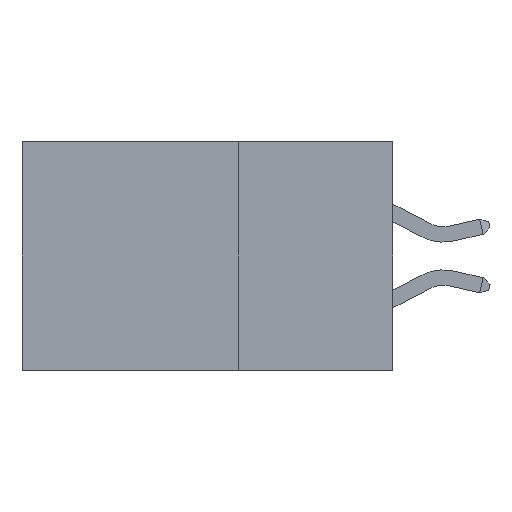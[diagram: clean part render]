
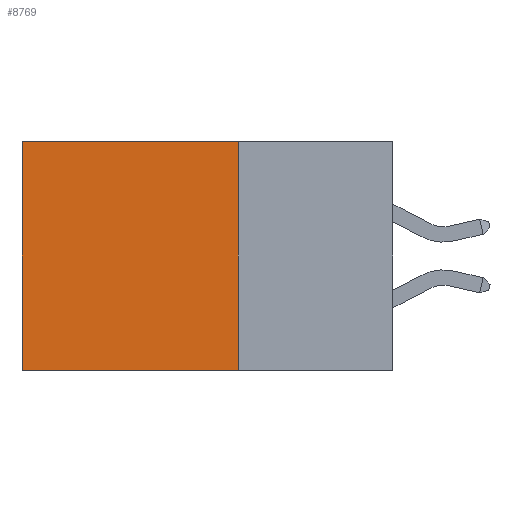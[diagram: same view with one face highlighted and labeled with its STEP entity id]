
A CAD part, left-side view. The second image highlights one B-rep face of the part: STEP entity #8769.
In plain terms, the highlighted planar face has unit normal (-1, 0, 0).
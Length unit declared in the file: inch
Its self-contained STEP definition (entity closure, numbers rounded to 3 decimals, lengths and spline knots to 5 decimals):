
#67 = VERTEX_POINT ( 'NONE', #15399 ) ;
#2604 = PLANE ( 'NONE',  #20724 ) ;
#2611 = VECTOR ( 'NONE', #19894, 39.37008 ) ;
#4912 = DIRECTION ( 'NONE',  ( 0., 1., 0. ) ) ;
#5600 = VERTEX_POINT ( 'NONE', #14015 ) ;
#5923 = VERTEX_POINT ( 'NONE', #18146 ) ;
#6089 = VECTOR ( 'NONE', #14369, 39.37008 ) ;
#6151 = DIRECTION ( 'NONE',  ( 1., 0., 0. ) ) ;
#6262 = CARTESIAN_POINT ( 'NONE',  ( 0.2875, 0.6, 0. ) ) ;
#7277 = CARTESIAN_POINT ( 'NONE',  ( 0.2875, 0.25, 0. ) ) ;
#7509 = ORIENTED_EDGE ( 'NONE', *, *, #14023, .T. ) ;
#8216 = CARTESIAN_POINT ( 'NONE',  ( 0.2875, 0.6, -0.37 ) ) ;
#8769 = ADVANCED_FACE ( 'NONE', ( #9089 ), #2604, .F. ) ;
#9089 = FACE_OUTER_BOUND ( 'NONE', #16908, .T. ) ;
#9399 = EDGE_CURVE ( 'NONE', #5600, #67, #19101, .T. ) ;
#9512 = CARTESIAN_POINT ( 'NONE',  ( 0.2875, 0.25, 0. ) ) ;
#9609 = VERTEX_POINT ( 'NONE', #8216 ) ;
#11372 = ORIENTED_EDGE ( 'NONE', *, *, #12042, .F. ) ;
#11758 = ORIENTED_EDGE ( 'NONE', *, *, #9399, .F. ) ;
#12042 = EDGE_CURVE ( 'NONE', #67, #9609, #12109, .T. ) ;
#12109 = LINE ( 'NONE', #16796, #16061 ) ;
#12301 = VECTOR ( 'NONE', #14176, 39.37008 ) ;
#14015 = CARTESIAN_POINT ( 'NONE',  ( 0.2875, 0.25, 0. ) ) ;
#14023 = EDGE_CURVE ( 'NONE', #5600, #5923, #16772, .T. ) ;
#14176 = DIRECTION ( 'NONE',  ( 0., 1., 0. ) ) ;
#14369 = DIRECTION ( 'NONE',  ( 0., 0., -1. ) ) ;
#15399 = CARTESIAN_POINT ( 'NONE',  ( 0.2875, 0.25, -0.37 ) ) ;
#16030 = CARTESIAN_POINT ( 'NONE',  ( 0.2875, 0.25, 0. ) ) ;
#16061 = VECTOR ( 'NONE', #4912, 39.37008 ) ;
#16533 = LINE ( 'NONE', #6262, #2611 ) ;
#16772 = LINE ( 'NONE', #7277, #12301 ) ;
#16796 = CARTESIAN_POINT ( 'NONE',  ( 0.2875, 0.25, -0.37 ) ) ;
#16908 = EDGE_LOOP ( 'NONE', ( #18813, #11372, #11758, #7509 ) ) ;
#18032 = DIRECTION ( 'NONE',  ( 0., 0., -1. ) ) ;
#18146 = CARTESIAN_POINT ( 'NONE',  ( 0.2875, 0.6, 0. ) ) ;
#18813 = ORIENTED_EDGE ( 'NONE', *, *, #19127, .T. ) ;
#19101 = LINE ( 'NONE', #16030, #6089 ) ;
#19127 = EDGE_CURVE ( 'NONE', #5923, #9609, #16533, .T. ) ;
#19894 = DIRECTION ( 'NONE',  ( 0., 0., -1. ) ) ;
#20724 = AXIS2_PLACEMENT_3D ( 'NONE', #9512, #6151, #18032 ) ;
